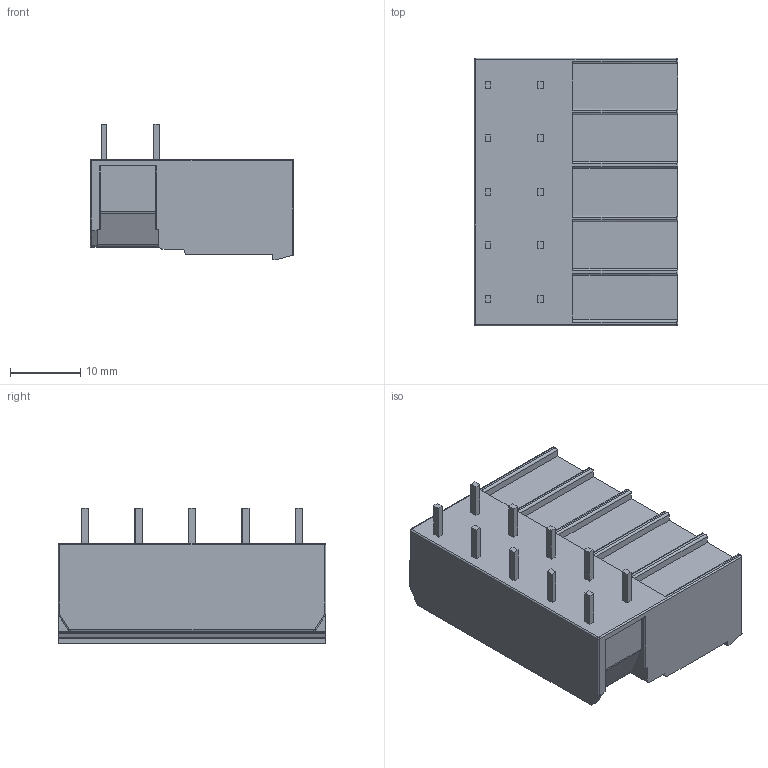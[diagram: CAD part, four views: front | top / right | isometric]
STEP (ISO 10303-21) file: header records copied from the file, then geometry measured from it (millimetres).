
FILE_DESCRIPTION((''),'2;1');
FILE_NAME('TLPHC-516R','2024-09-11T15:38:20',('sheji'),(''),'CREO PARAMETRIC BY PTC INC, 2018100','CREO PARAMETRIC BY PTC INC, 2018100','');
FILE_SCHEMA(('CONFIG_CONTROL_DESIGN'));
Length unit declared in the file: millimetre
Products named in the file (1): TLPHC-516R
Bounding box: 29 x 38.1 x 19.29 mm (x, y, z)
Volume: 8588.4 mm3; surface area: 7702.1 mm2
Topology: 1 solids, 1 shells, 407 faces, 1123 edges, 738 vertices
Faces by surface type: plane 303, cylinder 96, sphere 6, torus 2
Entity records: 12901 total; most frequent: CARTESIAN_POINT 2332, ORIENTED_EDGE 2246, DIRECTION 2107, EDGE_CURVE 1123, VECTOR 929, LINE 929, VERTEX_POINT 738, AXIS2_PLACEMENT_3D 589
